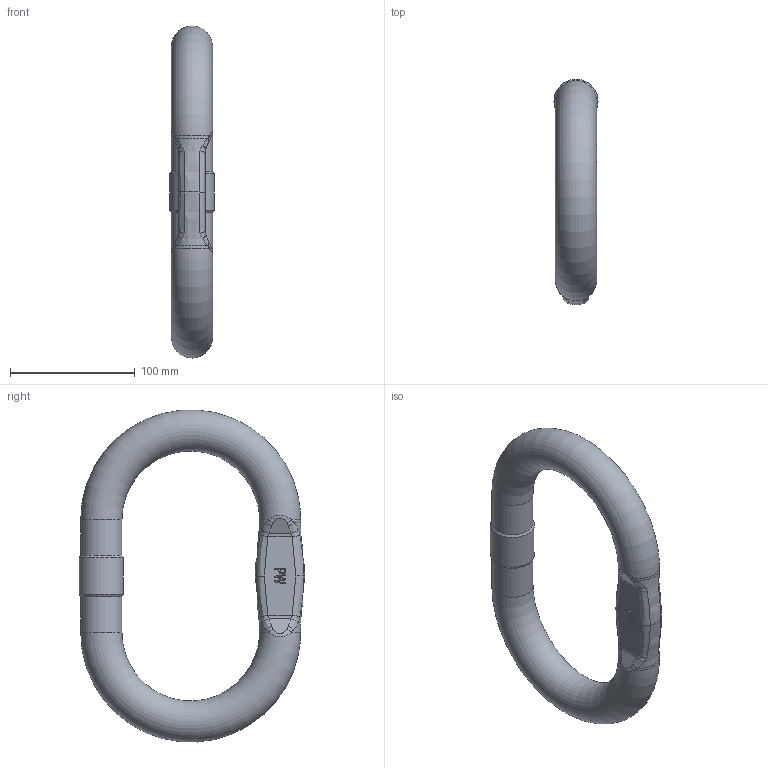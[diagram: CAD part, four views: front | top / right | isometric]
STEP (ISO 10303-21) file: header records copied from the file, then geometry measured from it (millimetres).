
FILE_DESCRIPTION(/* description */ (''),/* implementation_level */ '2;1');
FILE_NAME(/* name */ 'AWP 33 Kundenmodell.stp',/* time_stamp */ '2022-08-25T16:48:33+02:00',/* author */ (''),/* organization */ (''),/* preprocessor_version */ 'ST-DEVELOPER v16',/* originating_system */ 'SIEMENS PLM Software NX 11.0',/* authorisation */ '');
FILE_SCHEMA (('AUTOMOTIVE_DESIGN { 1 0 10303 214 3 1 1 1 }'));
Length unit declared in the file: millimetre
Products named in the file (1): baf06442CD45ttf
Bounding box: 35.3 x 180.44 x 265.64 mm (x, y, z)
Volume: 531349.2 mm3; surface area: 65691 mm2
Topology: 1 solids, 1 shells, 161 faces, 404 edges, 256 vertices
Faces by surface type: plane 71, bspline 40, extrusion 35, cylinder 11, torus 2, cone 2
Full cylindrical faces by diameter (mm): 33 x2, 35.3 x1
Entity records: 7326 total; most frequent: CARTESIAN_POINT 4008, ORIENTED_EDGE 786, DIRECTION 456, EDGE_CURVE 393, VERTEX_POINT 252, B_SPLINE_CURVE_WITH_KNOTS 231, VECTOR 182, EDGE_LOOP 181
